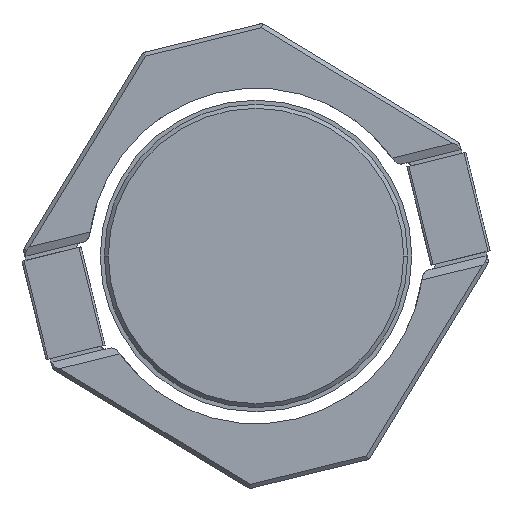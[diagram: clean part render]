
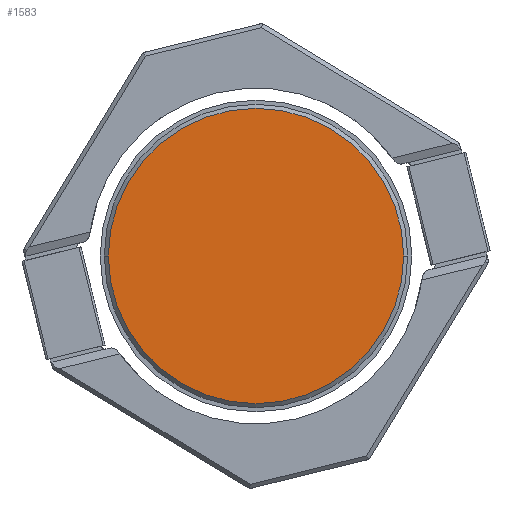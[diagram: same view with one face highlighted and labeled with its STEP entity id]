
A CAD part, front view. The second image highlights one B-rep face of the part: STEP entity #1583.
In plain terms, the highlighted planar face has unit normal (0, -1, 0).
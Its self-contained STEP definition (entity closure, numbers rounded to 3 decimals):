
#248 = EDGE_CURVE ( 'NONE', #2482, #2390, #2312, .T. ) ;
#256 = DIRECTION ( 'NONE',  ( -1., 0., 0. ) ) ;
#595 = EDGE_LOOP ( 'NONE', ( #2937, #2725 ) ) ;
#722 = DIRECTION ( 'NONE',  ( 0., 1., 0. ) ) ;
#1020 = CARTESIAN_POINT ( 'NONE',  ( -0.766, 2.716, 0. ) ) ;
#1156 = AXIS2_PLACEMENT_3D ( 'NONE', #1697, #2852, #256 ) ;
#1287 = CARTESIAN_POINT ( 'NONE',  ( -0.766, 2.716, 0. ) ) ;
#1583 = ADVANCED_FACE ( 'NONE', ( #3535 ), #2753, .F. ) ;
#1697 = CARTESIAN_POINT ( 'NONE',  ( -0.766, 2.716, 0. ) ) ;
#2034 = CARTESIAN_POINT ( 'NONE',  ( 2.884, 2.716, 0. ) ) ;
#2186 = DIRECTION ( 'NONE',  ( -1., 0., 0. ) ) ;
#2312 = CIRCLE ( 'NONE', #1156, 3.65 ) ;
#2390 = VERTEX_POINT ( 'NONE', #2034 ) ;
#2466 = DIRECTION ( 'NONE',  ( -1., 0., 0. ) ) ;
#2482 = VERTEX_POINT ( 'NONE', #3498 ) ;
#2618 = AXIS2_PLACEMENT_3D ( 'NONE', #1020, #722, #2466 ) ;
#2661 = EDGE_CURVE ( 'NONE', #2390, #2482, #2685, .T. ) ;
#2685 = CIRCLE ( 'NONE', #3113, 3.65 ) ;
#2725 = ORIENTED_EDGE ( 'NONE', *, *, #2661, .T. ) ;
#2753 = PLANE ( 'NONE',  #2618 ) ;
#2852 = DIRECTION ( 'NONE',  ( 0., -1., 0. ) ) ;
#2937 = ORIENTED_EDGE ( 'NONE', *, *, #248, .T. ) ;
#3113 = AXIS2_PLACEMENT_3D ( 'NONE', #1287, #3124, #2186 ) ;
#3124 = DIRECTION ( 'NONE',  ( 0., -1., 0. ) ) ;
#3498 = CARTESIAN_POINT ( 'NONE',  ( -4.416, 2.716, 0. ) ) ;
#3535 = FACE_OUTER_BOUND ( 'NONE', #595, .T. ) ;
